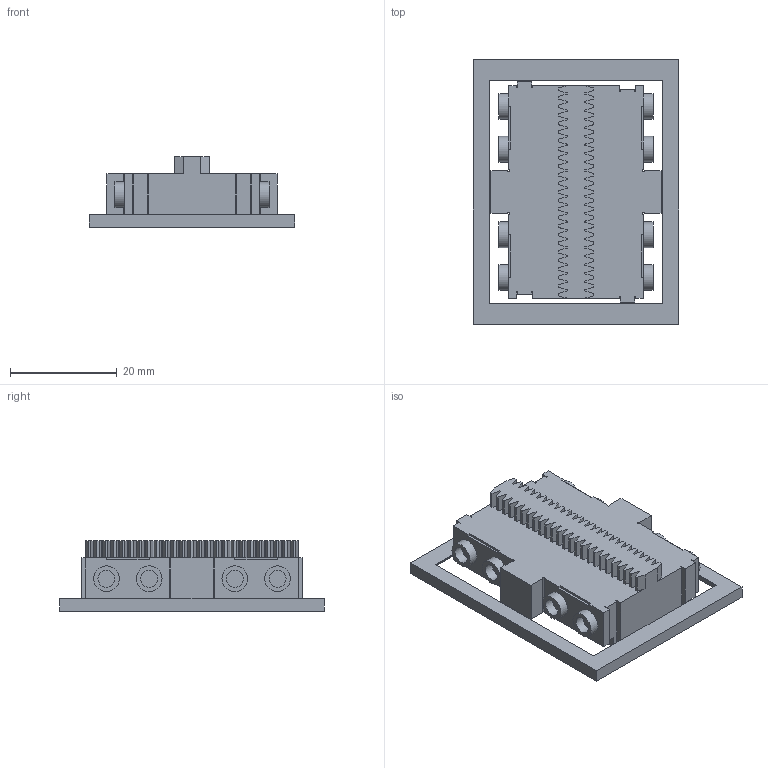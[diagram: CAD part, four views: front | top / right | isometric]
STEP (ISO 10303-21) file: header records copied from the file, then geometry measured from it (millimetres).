
FILE_DESCRIPTION(('Open CASCADE Model'),'2;1');
FILE_NAME('Open CASCADE Shape Model','2024-12-17T14:10:55',('Author'),( 'Open CASCADE'),'Open CASCADE STEP processor 7.7','Open CASCADE 7.7' ,'Unknown');
FILE_SCHEMA(('AUTOMOTIVE_DESIGN { 1 0 10303 214 1 1 1 1 }'));
Length unit declared in the file: millimetre
Products named in the file (4): Open CASCADE STEP translator 7.7 12; Open CASCADE STEP translator 7.7 12.1; Open CASCADE STEP translator 7.7 12.1.1; Open CASCADE STEP translator 7.7 12.1.2
Assembly tree (3 placements, depth 3):
  Open CASCADE STEP translator 7.7 12
    Open CASCADE STEP translator 7.7 12.1
      Open CASCADE STEP translator 7.7 12.1.1
      Open CASCADE STEP translator 7.7 12.1.2
Bounding box: 38.4 x 49.4 x 13.2 mm (x, y, z)
Volume: 7749.4 mm3; surface area: 9035.2 mm2
Topology: 2 solids, 2 shells, 428 faces, 1194 edges, 796 vertices
Faces by surface type: plane 404, cylinder 24
Full cylindrical faces by diameter (mm): 3.2 x8, 4.8 x8
Entity records: 29146 total; most frequent: CARTESIAN_POINT 4954, DIRECTION 4470, LINE 3486, VECTOR 3486, ORIENTED_EDGE 2388, PCURVE 2388, DEFINITIONAL_REPRESENTATION 2388, EDGE_CURVE 1194
